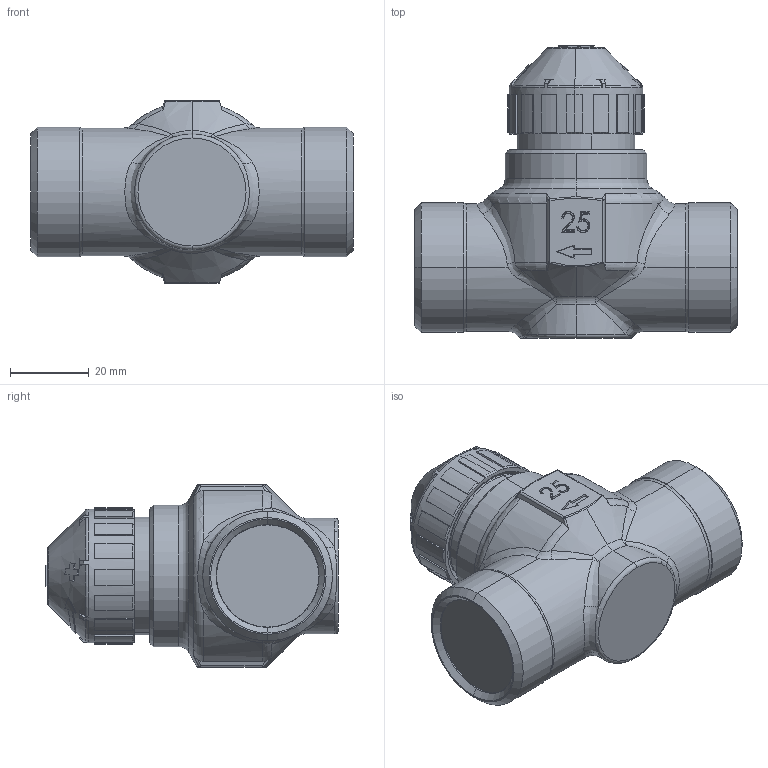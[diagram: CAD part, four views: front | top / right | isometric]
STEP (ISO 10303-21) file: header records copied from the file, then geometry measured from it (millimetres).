
FILE_DESCRIPTION (( 'STEP AP214' ), '1' );
FILE_NAME ('21311.STEP', '2023-06-16T14:08:35', ( '' ), ( '' ), 'SwSTEP 2.0', 'SolidWorks 2021', '' );
FILE_SCHEMA (( 'AUTOMOTIVE_DESIGN' ));
Length unit declared in the file: millimetre
Products named in the file (1): 21311
Bounding box: 82 x 74.47 x 46.5 mm (x, y, z)
Volume: 114273.8 mm3; surface area: 15724.7 mm2
Topology: 1 solids, 1 shells, 387 faces, 993 edges, 624 vertices
Faces by surface type: plane 162, bspline 70, cone 68, cylinder 46, torus 31, sphere 10
Entity records: 17910 total; most frequent: CARTESIAN_POINT 6862, ORIENTED_EDGE 1986, DIRECTION 1683, EDGE_CURVE 993, AXIS2_PLACEMENT_3D 628, VERTEX_POINT 624, LINE 427, VECTOR 427
